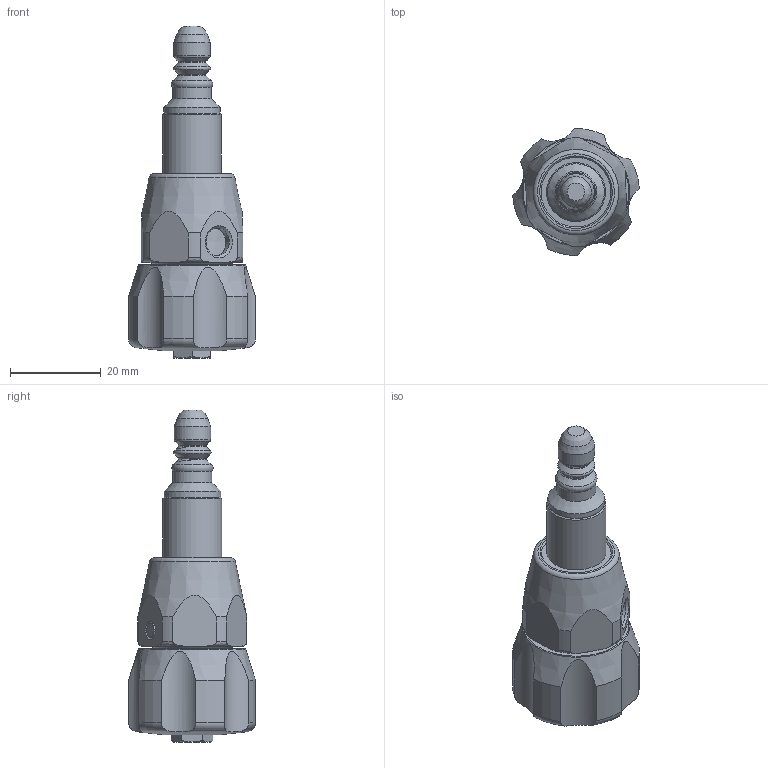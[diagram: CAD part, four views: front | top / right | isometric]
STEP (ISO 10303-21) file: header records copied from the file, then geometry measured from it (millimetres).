
FILE_DESCRIPTION((''),'2;1');
FILE_NAME('405547.stp','2008-08-05T09:12:01',('mbm'),(''),'Autodesk Inventor 2008','Autodesk Inventor 2008','');
FILE_SCHEMA(('AUTOMOTIVE_DESIGN { 1 0 10303 214 1 1 1 1 }'));
Length unit declared in the file: millimetre
Products named in the file (1): Part7
Bounding box: 27.95 x 28 x 73.2 mm (x, y, z)
Volume: 19944.8 mm3; surface area: 5965.8 mm2
Topology: 1 solids, 5 shells, 115 faces, 264 edges, 168 vertices
Faces by surface type: cone 33, cylinder 32, plane 27, torus 12, bspline 11
Full cylindrical faces by diameter (mm): 3 x1, 3.05 x1, 6.1 x1, 8.05 x1, 8.6 x1, 10.1 x1, 12.5 x2, 13 x1, 17 x1, 20.5 x1
Entity records: 4845 total; most frequent: CARTESIAN_POINT 2484, DIRECTION 436, ORIENTED_EDGE 426, EDGE_CURVE 213, AXIS2_PLACEMENT_3D 197, EDGE_LOOP 163, VERTEX_POINT 152, FACE_OUTER_BOUND 115
